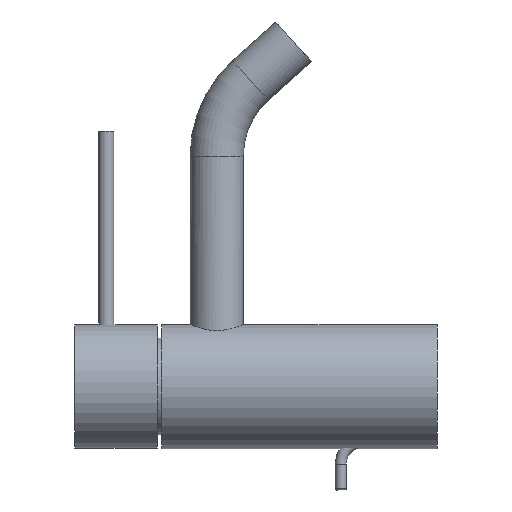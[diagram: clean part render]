
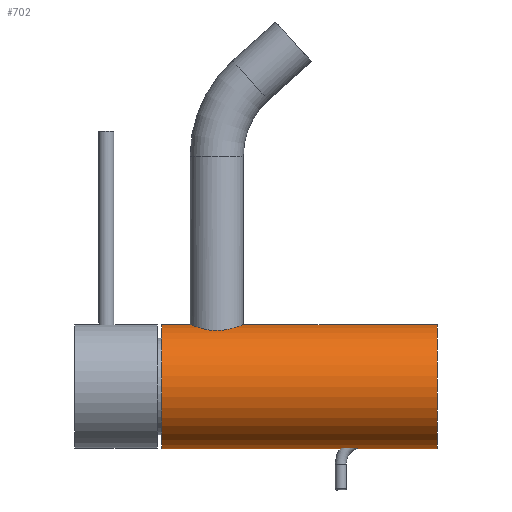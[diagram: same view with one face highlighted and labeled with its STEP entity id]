
A CAD part, left-side view. The second image highlights one B-rep face of the part: STEP entity #702.
In plain terms, the highlighted cylindrical face has radius 22.5 mm (diameter 45 mm), a partial arc.
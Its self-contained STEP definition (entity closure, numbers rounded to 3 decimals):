
#91 = CARTESIAN_POINT ( 'NONE',  ( 0., -100., 22.5 ) ) ;
#161 = CIRCLE ( 'NONE', #489, 22.5 ) ;
#162 = EDGE_CURVE ( 'NONE', #211, #1291, #161, .T. ) ;
#179 = DIRECTION ( 'NONE',  ( 0., 0., 1. ) ) ;
#182 = CIRCLE ( 'NONE', #336, 22.5 ) ;
#189 = CARTESIAN_POINT ( 'NONE',  ( 0., 0., -22.5 ) ) ;
#211 = VERTEX_POINT ( 'NONE', #189 ) ;
#256 = VERTEX_POINT ( 'NONE', #1301 ) ;
#336 = AXIS2_PLACEMENT_3D ( 'NONE', #599, #1417, #855 ) ;
#413 = EDGE_CURVE ( 'NONE', #256, #211, #1114, .T. ) ;
#425 = CARTESIAN_POINT ( 'NONE',  ( 0., -100., 0. ) ) ;
#472 = AXIS2_PLACEMENT_3D ( 'NONE', #425, #1392, #179 ) ;
#489 = AXIS2_PLACEMENT_3D ( 'NONE', #1076, #1589, #1696 ) ;
#533 = DIRECTION ( 'NONE',  ( 0., 1., 0. ) ) ;
#599 = CARTESIAN_POINT ( 'NONE',  ( 0., -100., 0. ) ) ;
#665 = VECTOR ( 'NONE', #897, 1000. ) ;
#693 = ORIENTED_EDGE ( 'NONE', *, *, #1285, .T. ) ;
#694 = ORIENTED_EDGE ( 'NONE', *, *, #162, .F. ) ;
#702 = ADVANCED_FACE ( 'NONE', ( #1216 ), #1552, .T. ) ;
#754 = EDGE_LOOP ( 'NONE', ( #1443, #1090, #693, #694 ) ) ;
#762 = CARTESIAN_POINT ( 'NONE',  ( 0., 0., 22.5 ) ) ;
#855 = DIRECTION ( 'NONE',  ( 0., 0., 1. ) ) ;
#897 = DIRECTION ( 'NONE',  ( 0., 1., 0. ) ) ;
#1076 = CARTESIAN_POINT ( 'NONE',  ( 0., 0., 0. ) ) ;
#1090 = ORIENTED_EDGE ( 'NONE', *, *, #1568, .T. ) ;
#1114 = LINE ( 'NONE', #1536, #1757 ) ;
#1216 = FACE_OUTER_BOUND ( 'NONE', #754, .T. ) ;
#1285 = EDGE_CURVE ( 'NONE', #1334, #1291, #1717, .T. ) ;
#1291 = VERTEX_POINT ( 'NONE', #762 ) ;
#1301 = CARTESIAN_POINT ( 'NONE',  ( 0., -100., -22.5 ) ) ;
#1334 = VERTEX_POINT ( 'NONE', #1447 ) ;
#1392 = DIRECTION ( 'NONE',  ( 0., 1., 0. ) ) ;
#1417 = DIRECTION ( 'NONE',  ( 0., 1., 0. ) ) ;
#1443 = ORIENTED_EDGE ( 'NONE', *, *, #413, .F. ) ;
#1447 = CARTESIAN_POINT ( 'NONE',  ( 0., -100., 22.5 ) ) ;
#1536 = CARTESIAN_POINT ( 'NONE',  ( 0., -100., -22.5 ) ) ;
#1552 = CYLINDRICAL_SURFACE ( 'NONE', #472, 22.5 ) ;
#1568 = EDGE_CURVE ( 'NONE', #256, #1334, #182, .T. ) ;
#1589 = DIRECTION ( 'NONE',  ( 0., 1., 0. ) ) ;
#1696 = DIRECTION ( 'NONE',  ( 0., 0., 1. ) ) ;
#1717 = LINE ( 'NONE', #91, #665 ) ;
#1757 = VECTOR ( 'NONE', #533, 1000. ) ;
